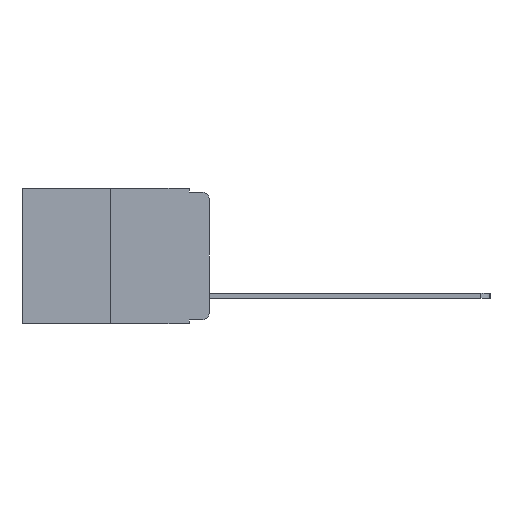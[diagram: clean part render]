
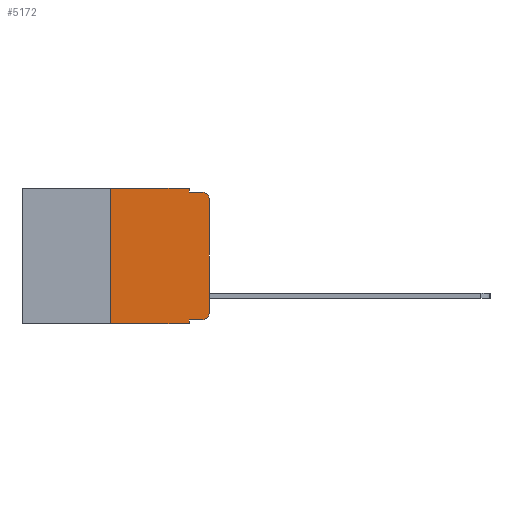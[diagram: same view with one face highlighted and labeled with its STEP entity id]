
A CAD part, left-side view. The second image highlights one B-rep face of the part: STEP entity #5172.
In plain terms, the highlighted planar face has unit normal (-1, 0, 0).
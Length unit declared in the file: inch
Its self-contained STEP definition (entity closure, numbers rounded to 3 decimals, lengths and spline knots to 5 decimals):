
#205 = LINE ( 'NONE', #8073, #7446 ) ;
#430 = LINE ( 'NONE', #9913, #9745 ) ;
#434 = CARTESIAN_POINT ( 'NONE',  ( 0., 0.473, -0.343 ) ) ;
#435 = EDGE_CURVE ( 'NONE', #6580, #9086, #4496, .T. ) ;
#492 = DIRECTION ( 'NONE',  ( 0., -1., 0. ) ) ;
#917 = VERTEX_POINT ( 'NONE', #9615 ) ;
#976 = VERTEX_POINT ( 'NONE', #10641 ) ;
#1225 = AXIS2_PLACEMENT_3D ( 'NONE', #8382, #8345, #10869 ) ;
#1506 = VECTOR ( 'NONE', #6569, 39.37008 ) ;
#1608 = VECTOR ( 'NONE', #10145, 39.37008 ) ;
#1641 = CARTESIAN_POINT ( 'NONE',  ( 0., 0.051, 0. ) ) ;
#1825 = ORIENTED_EDGE ( 'NONE', *, *, #3133, .F. ) ;
#1913 = CARTESIAN_POINT ( 'NONE',  ( 0., 0., -0.313 ) ) ;
#1934 = LINE ( 'NONE', #434, #4524 ) ;
#2191 = CARTESIAN_POINT ( 'NONE',  ( 0., 0.473, 0. ) ) ;
#2213 = ORIENTED_EDGE ( 'NONE', *, *, #4687, .T. ) ;
#2339 = EDGE_CURVE ( 'NONE', #10807, #7424, #430, .T. ) ;
#2412 = EDGE_CURVE ( 'NONE', #9632, #2962, #1934, .T. ) ;
#2644 = CARTESIAN_POINT ( 'NONE',  ( 0., 0.25, -0.343 ) ) ;
#2757 = VERTEX_POINT ( 'NONE', #3869 ) ;
#2834 = DIRECTION ( 'NONE',  ( 0., 0., -1. ) ) ;
#2962 = VERTEX_POINT ( 'NONE', #7449 ) ;
#2985 = AXIS2_PLACEMENT_3D ( 'NONE', #6316, #4775, #7903 ) ;
#3133 = EDGE_CURVE ( 'NONE', #9632, #917, #6142, .T. ) ;
#3169 = ORIENTED_EDGE ( 'NONE', *, *, #5105, .T. ) ;
#3459 = ORIENTED_EDGE ( 'NONE', *, *, #435, .T. ) ;
#3636 = LINE ( 'NONE', #10744, #6224 ) ;
#3814 = LINE ( 'NONE', #2191, #1506 ) ;
#3869 = CARTESIAN_POINT ( 'NONE',  ( 0., 0.051, 0. ) ) ;
#3926 = LINE ( 'NONE', #9296, #1608 ) ;
#3996 = ORIENTED_EDGE ( 'NONE', *, *, #9380, .T. ) ;
#4029 = DIRECTION ( 'NONE',  ( 0., -1., 0. ) ) ;
#4405 = ORIENTED_EDGE ( 'NONE', *, *, #2412, .T. ) ;
#4496 = CIRCLE ( 'NONE', #2985, 0.02 ) ;
#4524 = VECTOR ( 'NONE', #492, 39.37008 ) ;
#4687 = EDGE_CURVE ( 'NONE', #11015, #7424, #5680, .T. ) ;
#4775 = DIRECTION ( 'NONE',  ( -1., 0., 0. ) ) ;
#4949 = ORIENTED_EDGE ( 'NONE', *, *, #10368, .F. ) ;
#5105 = EDGE_CURVE ( 'NONE', #976, #6580, #3636, .T. ) ;
#5172 = ADVANCED_FACE ( 'NONE', ( #7453 ), #8155, .F. ) ;
#5680 = CIRCLE ( 'NONE', #6884, 0.02 ) ;
#5892 = ORIENTED_EDGE ( 'NONE', *, *, #8262, .F. ) ;
#6072 = CARTESIAN_POINT ( 'NONE',  ( 0., 0.02, -0.333 ) ) ;
#6142 = LINE ( 'NONE', #7083, #10773 ) ;
#6224 = VECTOR ( 'NONE', #10677, 39.37008 ) ;
#6316 = CARTESIAN_POINT ( 'NONE',  ( 0., 0.02, -0.313 ) ) ;
#6569 = DIRECTION ( 'NONE',  ( 0., -1., 0. ) ) ;
#6580 = VERTEX_POINT ( 'NONE', #6072 ) ;
#6758 = EDGE_LOOP ( 'NONE', ( #3996, #2213, #9759, #10018, #5892, #1825, #4405, #4949, #3169, #3459 ) ) ;
#6843 = DIRECTION ( 'NONE',  ( 0., 0., -1. ) ) ;
#6884 = AXIS2_PLACEMENT_3D ( 'NONE', #8230, #10792, #7149 ) ;
#7083 = CARTESIAN_POINT ( 'NONE',  ( 0., 0.25, 0. ) ) ;
#7131 = DIRECTION ( 'NONE',  ( 0., 0., 1. ) ) ;
#7149 = DIRECTION ( 'NONE',  ( 0., 0., -1. ) ) ;
#7424 = VERTEX_POINT ( 'NONE', #10702 ) ;
#7446 = VECTOR ( 'NONE', #2834, 39.37008 ) ;
#7449 = CARTESIAN_POINT ( 'NONE',  ( 0., 0.051, -0.343 ) ) ;
#7453 = FACE_OUTER_BOUND ( 'NONE', #6758, .T. ) ;
#7830 = EDGE_CURVE ( 'NONE', #2757, #10807, #10775, .T. ) ;
#7903 = DIRECTION ( 'NONE',  ( 0., 0., -1. ) ) ;
#8073 = CARTESIAN_POINT ( 'NONE',  ( 0., 0.051, 0. ) ) ;
#8155 = PLANE ( 'NONE',  #1225 ) ;
#8230 = CARTESIAN_POINT ( 'NONE',  ( 0., 0.02, -0.03 ) ) ;
#8262 = EDGE_CURVE ( 'NONE', #917, #2757, #3814, .T. ) ;
#8345 = DIRECTION ( 'NONE',  ( 1., 0., 0. ) ) ;
#8382 = CARTESIAN_POINT ( 'NONE',  ( 0., 0.473, 0. ) ) ;
#8711 = CARTESIAN_POINT ( 'NONE',  ( 0., 0.051, -0.01 ) ) ;
#9086 = VERTEX_POINT ( 'NONE', #1913 ) ;
#9296 = CARTESIAN_POINT ( 'NONE',  ( 0., 0., 0. ) ) ;
#9380 = EDGE_CURVE ( 'NONE', #9086, #11015, #3926, .T. ) ;
#9615 = CARTESIAN_POINT ( 'NONE',  ( 0., 0.25, 0. ) ) ;
#9632 = VERTEX_POINT ( 'NONE', #2644 ) ;
#9745 = VECTOR ( 'NONE', #4029, 39.37008 ) ;
#9759 = ORIENTED_EDGE ( 'NONE', *, *, #2339, .F. ) ;
#9913 = CARTESIAN_POINT ( 'NONE',  ( 0., 0.051, -0.01 ) ) ;
#10018 = ORIENTED_EDGE ( 'NONE', *, *, #7830, .F. ) ;
#10145 = DIRECTION ( 'NONE',  ( 0., 0., 1. ) ) ;
#10368 = EDGE_CURVE ( 'NONE', #976, #2962, #205, .T. ) ;
#10503 = VECTOR ( 'NONE', #6843, 39.37008 ) ;
#10641 = CARTESIAN_POINT ( 'NONE',  ( 0., 0.051, -0.333 ) ) ;
#10677 = DIRECTION ( 'NONE',  ( 0., -1., 0. ) ) ;
#10696 = CARTESIAN_POINT ( 'NONE',  ( 0., 0., -0.03 ) ) ;
#10702 = CARTESIAN_POINT ( 'NONE',  ( 0., 0.02, -0.01 ) ) ;
#10744 = CARTESIAN_POINT ( 'NONE',  ( 0., 0.051, -0.333 ) ) ;
#10773 = VECTOR ( 'NONE', #7131, 39.37008 ) ;
#10775 = LINE ( 'NONE', #1641, #10503 ) ;
#10792 = DIRECTION ( 'NONE',  ( -1., 0., 0. ) ) ;
#10807 = VERTEX_POINT ( 'NONE', #8711 ) ;
#10869 = DIRECTION ( 'NONE',  ( 0., 0., -1. ) ) ;
#11015 = VERTEX_POINT ( 'NONE', #10696 ) ;
